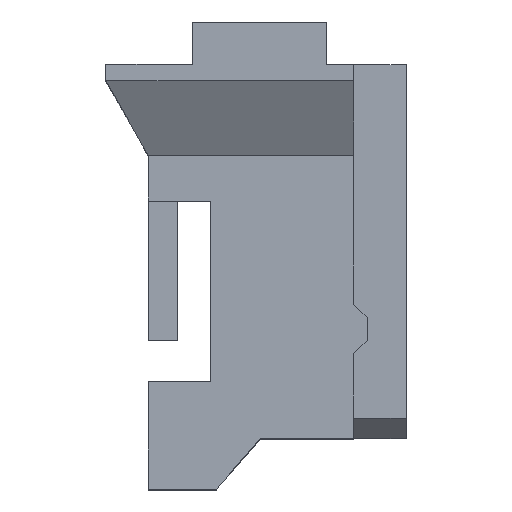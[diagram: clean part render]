
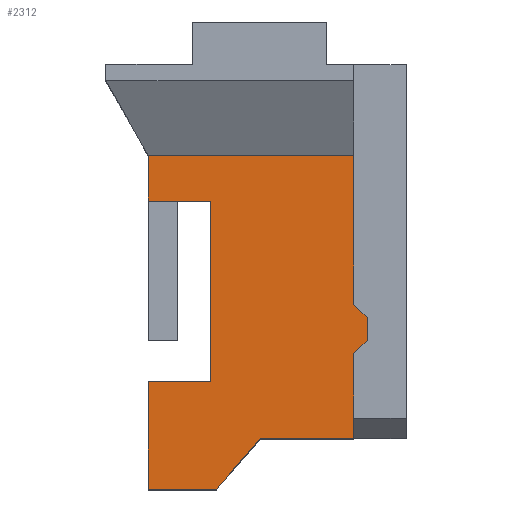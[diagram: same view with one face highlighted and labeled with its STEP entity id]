
A CAD part, top view. The second image highlights one B-rep face of the part: STEP entity #2312.
In plain terms, the highlighted planar face has unit normal (0, 0, 1).
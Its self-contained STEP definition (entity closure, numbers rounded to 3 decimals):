
#154=CARTESIAN_POINT('',(-1.615,4.318,3.265));
#155=VERTEX_POINT('',#154);
#162=CARTESIAN_POINT('',(-1.615,5.004,3.265));
#163=VERTEX_POINT('',#162);
#164=CARTESIAN_POINT('',(-1.615,5.004,3.265));
#165=DIRECTION('',(0.0,-1.0,0.0));
#166=VECTOR('',#165,1.0);
#167=LINE('',#164,#166);
#168=EDGE_CURVE('n� 694',#163,#155,#167,.T.);
#1605=CARTESIAN_POINT('',(-0.595,0.0,3.265));
#1606=VERTEX_POINT('',#1605);
#1613=CARTESIAN_POINT('',(-1.615,0.0,3.265));
#1614=VERTEX_POINT('',#1613);
#1615=CARTESIAN_POINT('',(-2.25,0.0,3.265));
#1616=DIRECTION('',(1.0,0.0,0.0));
#1617=VECTOR('',#1616,1.0);
#1618=LINE('',#1615,#1617);
#1619=EDGE_CURVE('n� 783',#1614,#1606,#1618,.T.);
#1643=CARTESIAN_POINT('',(0.066,0.762,3.265));
#1644=VERTEX_POINT('',#1643);
#1651=CARTESIAN_POINT('',(-0.595,0.0,3.265));
#1652=DIRECTION('',(0.655,0.756,0.0));
#1653=VECTOR('',#1652,1.0);
#1654=LINE('',#1651,#1653);
#1655=EDGE_CURVE('n� 766',#1606,#1644,#1654,.T.);
#1734=CARTESIAN_POINT('',(1.463,0.762,3.265));
#1735=VERTEX_POINT('',#1734);
#1744=CARTESIAN_POINT('',(0.066,0.762,3.265));
#1745=DIRECTION('',(1.0,0.0,0.0));
#1746=VECTOR('',#1745,1.0);
#1747=LINE('',#1744,#1746);
#1748=EDGE_CURVE('n� 767',#1644,#1735,#1747,.T.);
#1939=CARTESIAN_POINT('',(-1.615,1.613,3.265));
#1940=VERTEX_POINT('',#1939);
#1941=CARTESIAN_POINT('',(-1.615,5.004,3.265));
#1942=DIRECTION('',(0.0,-1.0,0.0));
#1943=VECTOR('',#1942,1.0);
#1944=LINE('',#1941,#1943);
#1945=EDGE_CURVE('n� 3711',#1940,#1614,#1944,.T.);
#2215=CARTESIAN_POINT('',(1.463,5.004,3.265));
#2216=VERTEX_POINT('',#2215);
#2217=CARTESIAN_POINT('',(-2.25,5.004,3.265));
#2218=DIRECTION('',(1.0,0.0,0.0));
#2219=VECTOR('',#2218,1.0);
#2220=LINE('',#2217,#2219);
#2221=EDGE_CURVE('n� 782',#163,#2216,#2220,.T.);
#2239=CARTESIAN_POINT('',(-0.675,1.613,3.265));
#2240=VERTEX_POINT('',#2239);
#2241=CARTESIAN_POINT('',(-0.675,4.318,3.265));
#2242=VERTEX_POINT('',#2241);
#2243=CARTESIAN_POINT('',(-0.675,4.318,3.265));
#2244=DIRECTION('',(0.0,1.0,0.0));
#2245=VECTOR('',#2244,1.0);
#2246=LINE('',#2243,#2245);
#2247=EDGE_CURVE('n� 3748',#2240,#2242,#2246,.T.);
#2248=ORIENTED_EDGE('',*,*,#2247,.F.);
#2249=CARTESIAN_POINT('',(-0.675,1.613,3.265));
#2250=DIRECTION('',(-1.0,0.0,0.0));
#2251=VECTOR('',#2250,1.0);
#2252=LINE('',#2249,#2251);
#2253=EDGE_CURVE('n� 3739',#2240,#1940,#2252,.T.);
#2254=ORIENTED_EDGE('',*,*,#2253,.T.);
#2255=ORIENTED_EDGE('',*,*,#1945,.T.);
#2256=ORIENTED_EDGE('',*,*,#1619,.T.);
#2257=ORIENTED_EDGE('',*,*,#1655,.T.);
#2258=ORIENTED_EDGE('',*,*,#1748,.T.);
#2259=CARTESIAN_POINT('',(1.463,2.032,3.265));
#2260=VERTEX_POINT('',#2259);
#2261=CARTESIAN_POINT('',(1.463,0.0,3.265));
#2262=DIRECTION('',(0.0,1.0,0.0));
#2263=VECTOR('',#2262,1.0);
#2264=LINE('',#2261,#2263);
#2265=EDGE_CURVE('n� 1562',#1735,#2260,#2264,.T.);
#2266=ORIENTED_EDGE('',*,*,#2265,.T.);
#2267=CARTESIAN_POINT('',(1.666,2.235,3.265));
#2268=VERTEX_POINT('',#2267);
#2269=CARTESIAN_POINT('',(1.463,2.032,3.265));
#2270=DIRECTION('',(0.707,0.707,0.0));
#2271=VECTOR('',#2270,1.0);
#2272=LINE('',#2269,#2271);
#2273=EDGE_CURVE('n� 2940',#2260,#2268,#2272,.T.);
#2274=ORIENTED_EDGE('',*,*,#2273,.T.);
#2275=CARTESIAN_POINT('',(1.666,2.569,3.265));
#2276=VERTEX_POINT('',#2275);
#2277=CARTESIAN_POINT('',(1.666,2.569,3.265));
#2278=DIRECTION('',(0.0,1.0,0.0));
#2279=VECTOR('',#2278,1.0);
#2280=LINE('',#2277,#2279);
#2281=EDGE_CURVE('n� 2943',#2268,#2276,#2280,.T.);
#2282=ORIENTED_EDGE('',*,*,#2281,.T.);
#2283=CARTESIAN_POINT('',(1.463,2.772,3.265));
#2284=VERTEX_POINT('',#2283);
#2285=CARTESIAN_POINT('',(1.463,2.772,3.265));
#2286=DIRECTION('',(-0.707,0.707,0.0));
#2287=VECTOR('',#2286,1.0);
#2288=LINE('',#2285,#2287);
#2289=EDGE_CURVE('n� 2934',#2276,#2284,#2288,.T.);
#2290=ORIENTED_EDGE('',*,*,#2289,.T.);
#2291=CARTESIAN_POINT('',(1.463,0.0,3.265));
#2292=DIRECTION('',(0.0,1.0,0.0));
#2293=VECTOR('',#2292,1.0);
#2294=LINE('',#2291,#2293);
#2295=EDGE_CURVE('n� 2900',#2284,#2216,#2294,.T.);
#2296=ORIENTED_EDGE('',*,*,#2295,.T.);
#2297=ORIENTED_EDGE('',*,*,#2221,.F.);
#2298=ORIENTED_EDGE('',*,*,#168,.T.);
#2299=CARTESIAN_POINT('',(-0.675,4.318,3.265));
#2300=DIRECTION('',(-1.0,0.0,0.0));
#2301=VECTOR('',#2300,1.0);
#2302=LINE('',#2299,#2301);
#2303=EDGE_CURVE('n� 3751',#2242,#155,#2302,.T.);
#2304=ORIENTED_EDGE('',*,*,#2303,.F.);
#2305=EDGE_LOOP('',(
    #2248,#2254,#2255,#2256,#2257,#2258,#2266,#2274,#2282,#2290,
    #2296,#2297,#2298,#2304));
#2306=FACE_OUTER_BOUND('',#2305,.T.);
#2307=CARTESIAN_POINT('',(-2.25,0.0,3.265));
#2308=DIRECTION('',(0.0,0.0,-1.0));
#2309=DIRECTION('',(-1.0,0.0,0.0));
#2310=AXIS2_PLACEMENT_3D('',#2307,#2308,#2309);
#2311=PLANE('',#2310);
#2312=ADVANCED_FACE('n� 851',(#2306),#2311,.F.);
